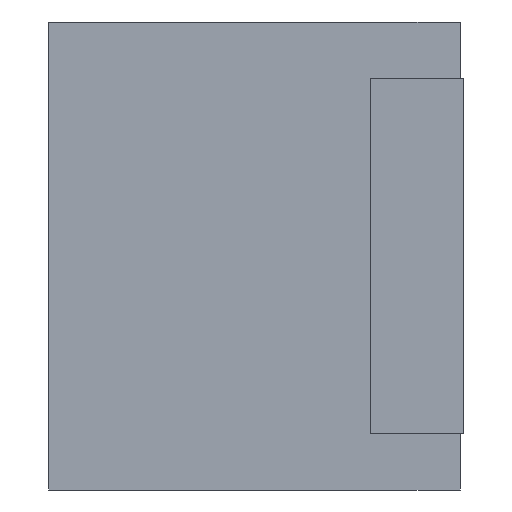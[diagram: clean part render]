
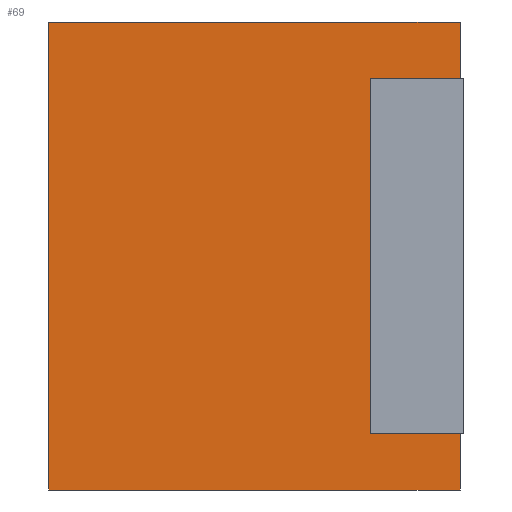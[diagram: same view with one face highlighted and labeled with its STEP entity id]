
A CAD part, left-side view. The second image highlights one B-rep face of the part: STEP entity #69.
In plain terms, the highlighted planar face has unit normal (-1, 0, 0).
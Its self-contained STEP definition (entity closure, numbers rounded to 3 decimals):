
#55 = ORIENTED_EDGE ( 'NONE', *, *, #56, .F. ) ;
#56 = EDGE_CURVE ( 'NONE', #159, #121, #874, .T. ) ;
#57 = ORIENTED_EDGE ( 'NONE', *, *, #157, .F. ) ;
#58 = ORIENTED_EDGE ( 'NONE', *, *, #59, .T. ) ;
#59 = EDGE_CURVE ( 'NONE', #158, #60, #870, .T. ) ;
#60 = VERTEX_POINT ( 'NONE', #866 ) ;
#61 = ORIENTED_EDGE ( 'NONE', *, *, #62, .T. ) ;
#62 = EDGE_CURVE ( 'NONE', #60, #63, #865, .T. ) ;
#63 = VERTEX_POINT ( 'NONE', #912 ) ;
#64 = EDGE_CURVE ( 'NONE', #65, #174, #911, .T. ) ;
#65 = VERTEX_POINT ( 'NONE', #907 ) ;
#66 = ORIENTED_EDGE ( 'NONE', *, *, #67, .T. ) ;
#67 = EDGE_CURVE ( 'NONE', #65, #68, #906, .T. ) ;
#68 = VERTEX_POINT ( 'NONE', #902 ) ;
#69 = ADVANCED_FACE ( 'NONE', ( #901 ), #885, .F. ) ;
#70 = EDGE_LOOP ( 'NONE', ( #110, #66, #119, #55, #57, #58, #61, #100 ) ) ;
#100 = ORIENTED_EDGE ( 'NONE', *, *, #101, .F. ) ;
#101 = EDGE_CURVE ( 'NONE', #174, #63, #1181, .T. ) ;
#110 = ORIENTED_EDGE ( 'NONE', *, *, #64, .F. ) ;
#119 = ORIENTED_EDGE ( 'NONE', *, *, #120, .T. ) ;
#120 = EDGE_CURVE ( 'NONE', #68, #121, #1232, .T. ) ;
#121 = VERTEX_POINT ( 'NONE', #1228 ) ;
#157 = EDGE_CURVE ( 'NONE', #158, #159, #1358, .T. ) ;
#158 = VERTEX_POINT ( 'NONE', #1349 ) ;
#159 = VERTEX_POINT ( 'NONE', #1346 ) ;
#174 = VERTEX_POINT ( 'NONE', #1389 ) ;
#864 = CARTESIAN_POINT ( 'NONE',  ( -1.58, 0.02, -1.25 ) ) ;
#865 = LINE ( 'NONE', #864, #914 ) ;
#866 = CARTESIAN_POINT ( 'NONE',  ( -1.58, 0.02, -1.25 ) ) ;
#867 = DIRECTION ( 'NONE',  ( 0., -1., 0. ) ) ;
#868 = VECTOR ( 'NONE', #867, 1000. ) ;
#869 = CARTESIAN_POINT ( 'NONE',  ( -1.58, 2.218, -1.25 ) ) ;
#870 = LINE ( 'NONE', #869, #868 ) ;
#871 = DIRECTION ( 'NONE',  ( 0., -1., 0. ) ) ;
#872 = VECTOR ( 'NONE', #871, 1000. ) ;
#873 = CARTESIAN_POINT ( 'NONE',  ( -1.58, 2.218, 1.25 ) ) ;
#874 = LINE ( 'NONE', #873, #872 ) ;
#885 = PLANE ( 'NONE',  #942 ) ;
#901 = FACE_OUTER_BOUND ( 'NONE', #70, .T. ) ;
#902 = CARTESIAN_POINT ( 'NONE',  ( -1.58, 0.02, 0.95 ) ) ;
#903 = DIRECTION ( 'NONE',  ( 0., -1., 0. ) ) ;
#904 = VECTOR ( 'NONE', #903, 1000. ) ;
#905 = CARTESIAN_POINT ( 'NONE',  ( -1.58, 0.02, 0.95 ) ) ;
#906 = LINE ( 'NONE', #905, #904 ) ;
#907 = CARTESIAN_POINT ( 'NONE',  ( -1.58, 0.5, 0.95 ) ) ;
#908 = DIRECTION ( 'NONE',  ( 0., 0., -1. ) ) ;
#909 = VECTOR ( 'NONE', #908, 1000. ) ;
#910 = CARTESIAN_POINT ( 'NONE',  ( -1.58, 0.5, 0.95 ) ) ;
#911 = LINE ( 'NONE', #910, #909 ) ;
#912 = CARTESIAN_POINT ( 'NONE',  ( -1.58, 0.02, -0.95 ) ) ;
#913 = DIRECTION ( 'NONE',  ( 0., 0., 1. ) ) ;
#914 = VECTOR ( 'NONE', #913, 1000. ) ;
#939 = DIRECTION ( 'NONE',  ( 0., 0., -1. ) ) ;
#940 = DIRECTION ( 'NONE',  ( 1., 0., 0. ) ) ;
#941 = CARTESIAN_POINT ( 'NONE',  ( -1.58, 2.218, -1.25 ) ) ;
#942 = AXIS2_PLACEMENT_3D ( 'NONE', #941, #940, #939 ) ;
#1178 = DIRECTION ( 'NONE',  ( 0., -1., 0. ) ) ;
#1179 = VECTOR ( 'NONE', #1178, 1000. ) ;
#1180 = CARTESIAN_POINT ( 'NONE',  ( -1.58, 0.02, -0.95 ) ) ;
#1181 = LINE ( 'NONE', #1180, #1179 ) ;
#1228 = CARTESIAN_POINT ( 'NONE',  ( -1.58, 0.02, 1.25 ) ) ;
#1229 = DIRECTION ( 'NONE',  ( 0., 0., 1. ) ) ;
#1230 = VECTOR ( 'NONE', #1229, 1000. ) ;
#1231 = CARTESIAN_POINT ( 'NONE',  ( -1.58, 0.02, -1.25 ) ) ;
#1232 = LINE ( 'NONE', #1231, #1230 ) ;
#1346 = CARTESIAN_POINT ( 'NONE',  ( -1.58, 2.218, 1.25 ) ) ;
#1349 = CARTESIAN_POINT ( 'NONE',  ( -1.58, 2.218, -1.25 ) ) ;
#1351 = DIRECTION ( 'NONE',  ( 0., 0., 1. ) ) ;
#1353 = VECTOR ( 'NONE', #1351, 1000. ) ;
#1355 = CARTESIAN_POINT ( 'NONE',  ( -1.58, 2.218, -1.25 ) ) ;
#1358 = LINE ( 'NONE', #1355, #1353 ) ;
#1389 = CARTESIAN_POINT ( 'NONE',  ( -1.58, 0.5, -0.95 ) ) ;
